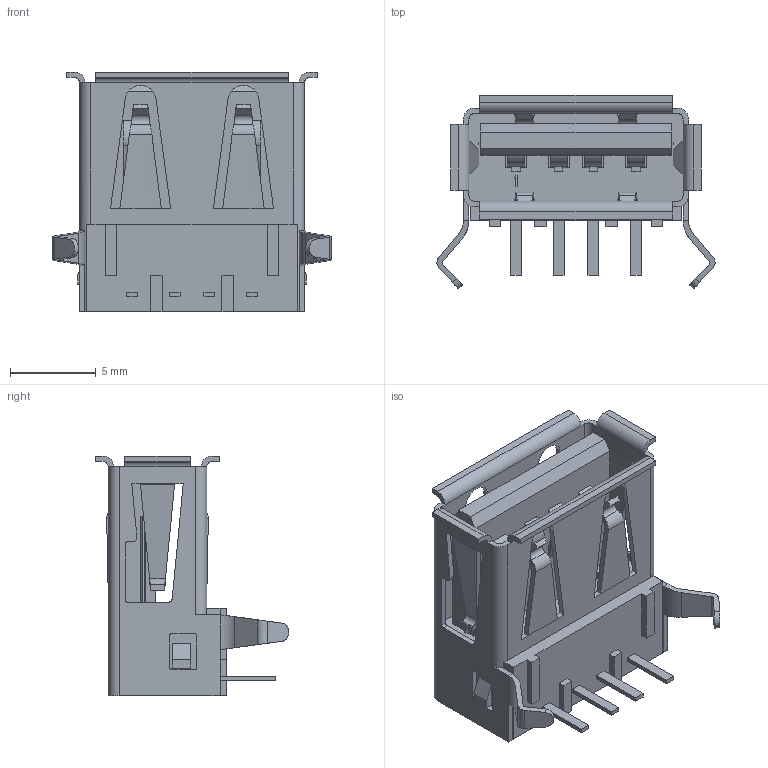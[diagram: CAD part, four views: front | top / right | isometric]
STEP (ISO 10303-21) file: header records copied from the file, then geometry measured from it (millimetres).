
FILE_DESCRIPTION( ( '' ), ' ' );
FILE_NAME( '58c9495da1545d0f6914e557.step', '2017-03-15T14:02:34', ( '' ), ( '' ), ' ', ' ', ' ' );
FILE_SCHEMA( ( 'AUTOMOTIVE_DESIGN { 1 0 10303 214 1 1 1 1 }' ) );
Length unit declared in the file: metre
Products named in the file (1): 1
Bounding box: 16.23 x 11.27 x 14 mm (x, y, z)
Volume: 699.8 mm3; surface area: 1332 mm2
Topology: 1 solids, 1 shells, 413 faces, 1076 edges, 680 vertices
Faces by surface type: plane 294, cylinder 79, bspline 37, extrusion 2, cone 1
Entity records: 16567 total; most frequent: CARTESIAN_POINT 3355, ORIENTED_EDGE 2152, DIRECTION 1836, EDGE_CURVE 1076, VECTOR 854, LINE 852, VERTEX_POINT 680, AXIS2_PLACEMENT_3D 491
